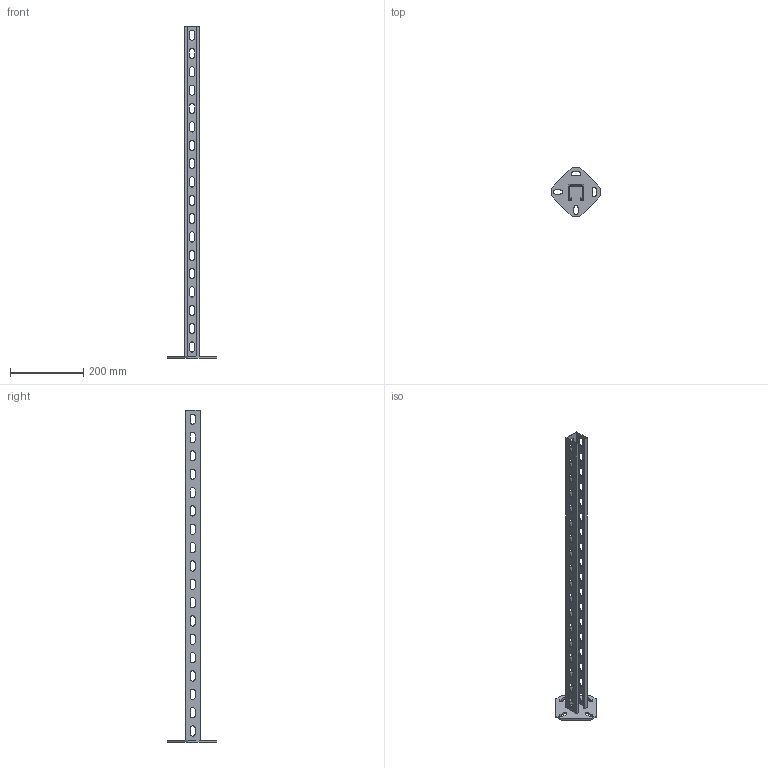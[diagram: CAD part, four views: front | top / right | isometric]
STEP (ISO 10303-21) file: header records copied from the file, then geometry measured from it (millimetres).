
FILE_DESCRIPTION (( 'STEP AP214' ), '1' );
FILE_NAME ('6342794.STEP', '2019-12-02T11:53:09', ( '' ), ( '' ), 'SwSTEP 2.0', 'SolidWorks 2018', '' );
FILE_SCHEMA (( 'AUTOMOTIVE_DESIGN' ));
Length unit declared in the file: millimetre
Products named in the file (3): 026840_L=0900; 6342794; 055764_H=31,5
Assembly tree (2 placements, depth 2):
  6342794
    055764_H=31,5
    026840_L=0900
Bounding box: 134.35 x 134.35 x 905 mm (x, y, z)
Volume: 318777.7 mm3; surface area: 251902.5 mm2
Topology: 2 solids, 2 shells, 340 faces, 1008 edges, 672 vertices
Faces by surface type: cylinder 172, plane 168
Entity records: 11818 total; most frequent: DIRECTION 2042, CARTESIAN_POINT 2025, ORIENTED_EDGE 2016, EDGE_CURVE 1008, AXIS2_PLACEMENT_3D 689, VERTEX_POINT 672, VECTOR 664, LINE 664
